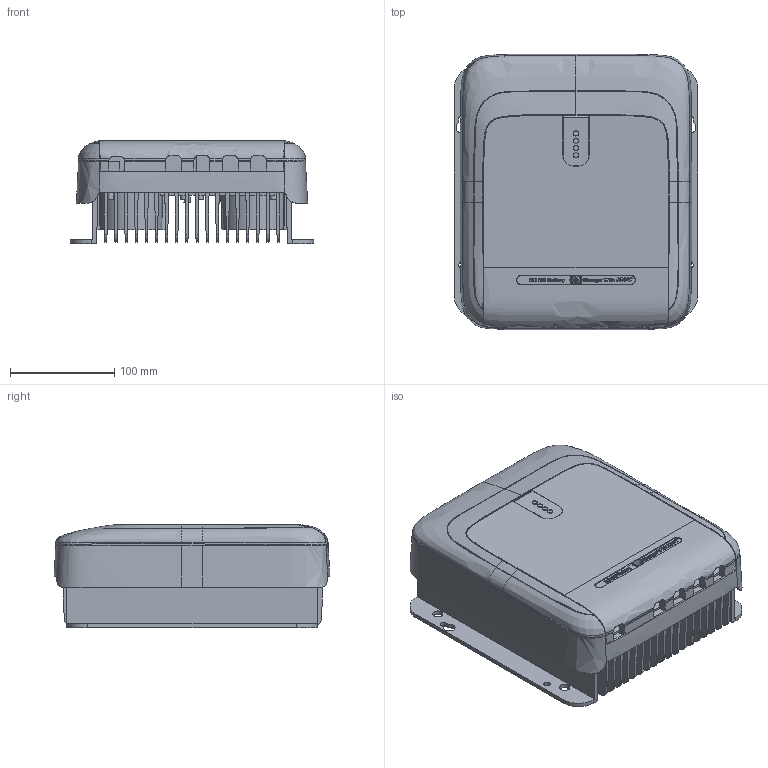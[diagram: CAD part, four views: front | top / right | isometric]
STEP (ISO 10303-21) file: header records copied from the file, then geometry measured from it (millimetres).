
FILE_DESCRIPTION (( 'STEP AP203' ), '1' );
FILE_NAME ('E Battery MPPT Solar Charger Controller 1.6kW.STEP', '2024-02-28T08:20:36', ( '' ), ( '' ), 'SwSTEP 2.0', 'SolidWorks 2016', '' );
FILE_SCHEMA (( 'CONFIG_CONTROL_DESIGN' ));
Products named in the file (1): E Battery MPPT Solar Charger Controller 1.6kW
Bounding box: 233.1 x 263.96 x 99.27 mm (x, y, z)
Surface area: 1059989.6 mm2 (no closed solid volume)
Topology: 0 solids, 13 shells, 2930 faces, 7961 edges, 5222 vertices
Faces by surface type: plane 1478, bspline 840, cylinder 418, cone 192, torus 2
Entity records: 205044 total; most frequent: CARTESIAN_POINT 139250, ORIENTED_EDGE 15876, DIRECTION 9890, EDGE_CURVE 7947, VERTEX_POINT 5222, VECTOR 4032, LINE 4032, EDGE_LOOP 3207
